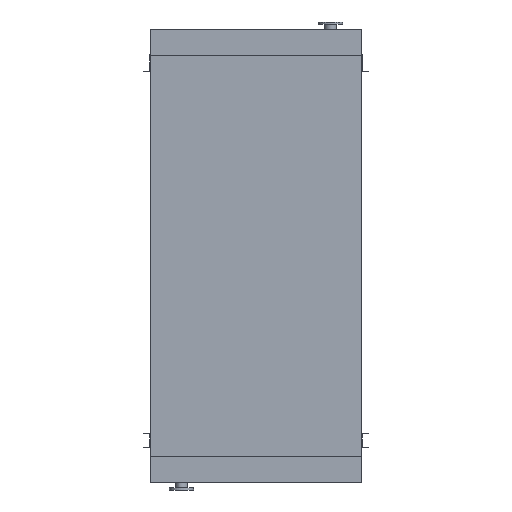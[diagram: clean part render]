
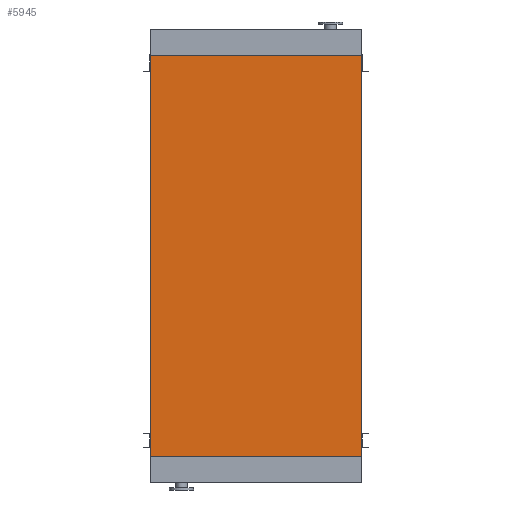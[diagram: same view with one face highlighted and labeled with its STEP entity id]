
A CAD part, front view. The second image highlights one B-rep face of the part: STEP entity #5945.
In plain terms, the highlighted planar face has unit normal (0, -1, 0).
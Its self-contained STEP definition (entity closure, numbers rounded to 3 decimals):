
#83 = ORIENTED_EDGE ( 'NONE', *, *, #13413, .F. ) ;
#162 = VERTEX_POINT ( 'NONE', #6394 ) ;
#216 = VERTEX_POINT ( 'NONE', #4529 ) ;
#1410 = VECTOR ( 'NONE', #2180, 1000. ) ;
#1558 = PLANE ( 'NONE',  #6512 ) ;
#2045 = DIRECTION ( 'NONE',  ( 0., 0., 1. ) ) ;
#2180 = DIRECTION ( 'NONE',  ( 1., 0., 0. ) ) ;
#2491 = ORIENTED_EDGE ( 'NONE', *, *, #4171, .T. ) ;
#2512 = CARTESIAN_POINT ( 'NONE',  ( -965., 0., -3650. ) ) ;
#2607 = CARTESIAN_POINT ( 'NONE',  ( 965., 0., -3650. ) ) ;
#2699 = CARTESIAN_POINT ( 'NONE',  ( -965., 0., -3650. ) ) ;
#2905 = ORIENTED_EDGE ( 'NONE', *, *, #8967, .T. ) ;
#4006 = VERTEX_POINT ( 'NONE', #2699 ) ;
#4171 = EDGE_CURVE ( 'NONE', #4006, #162, #8690, .T. ) ;
#4529 = CARTESIAN_POINT ( 'NONE',  ( -965., 0., 0. ) ) ;
#4562 = VERTEX_POINT ( 'NONE', #11396 ) ;
#5945 = ADVANCED_FACE ( 'NONE', ( #14304 ), #1558, .T. ) ;
#6394 = CARTESIAN_POINT ( 'NONE',  ( 965., 0., -3650. ) ) ;
#6454 = LINE ( 'NONE', #2607, #9402 ) ;
#6512 = AXIS2_PLACEMENT_3D ( 'NONE', #6569, #15468, #10309 ) ;
#6569 = CARTESIAN_POINT ( 'NONE',  ( -965., 0., -3650. ) ) ;
#6933 = VECTOR ( 'NONE', #2045, 1000. ) ;
#7297 = LINE ( 'NONE', #12360, #6933 ) ;
#7887 = LINE ( 'NONE', #7963, #10794 ) ;
#7963 = CARTESIAN_POINT ( 'NONE',  ( -965., 0., 0. ) ) ;
#8147 = EDGE_CURVE ( 'NONE', #216, #4562, #7887, .T. ) ;
#8690 = LINE ( 'NONE', #2512, #1410 ) ;
#8967 = EDGE_CURVE ( 'NONE', #162, #4562, #6454, .T. ) ;
#9402 = VECTOR ( 'NONE', #12597, 1000. ) ;
#10309 = DIRECTION ( 'NONE',  ( 0., 0., -1. ) ) ;
#10372 = DIRECTION ( 'NONE',  ( 1., 0., 0. ) ) ;
#10794 = VECTOR ( 'NONE', #10372, 1000. ) ;
#11396 = CARTESIAN_POINT ( 'NONE',  ( 965., 0., 0. ) ) ;
#12360 = CARTESIAN_POINT ( 'NONE',  ( -965., 0., -3650. ) ) ;
#12597 = DIRECTION ( 'NONE',  ( 0., 0., 1. ) ) ;
#13413 = EDGE_CURVE ( 'NONE', #4006, #216, #7297, .T. ) ;
#13666 = EDGE_LOOP ( 'NONE', ( #15445, #83, #2491, #2905 ) ) ;
#14304 = FACE_OUTER_BOUND ( 'NONE', #13666, .T. ) ;
#15445 = ORIENTED_EDGE ( 'NONE', *, *, #8147, .F. ) ;
#15468 = DIRECTION ( 'NONE',  ( 0., -1., 0. ) ) ;
